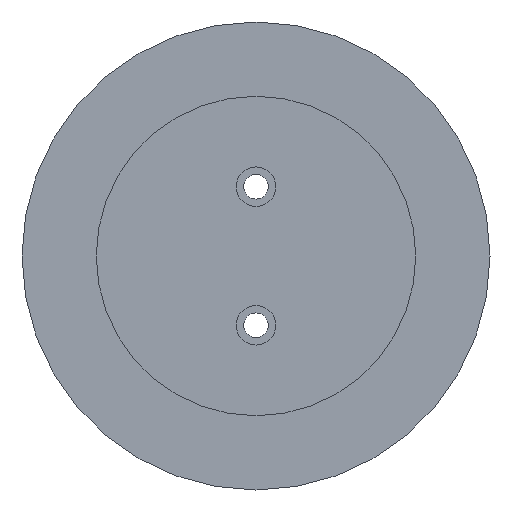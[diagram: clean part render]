
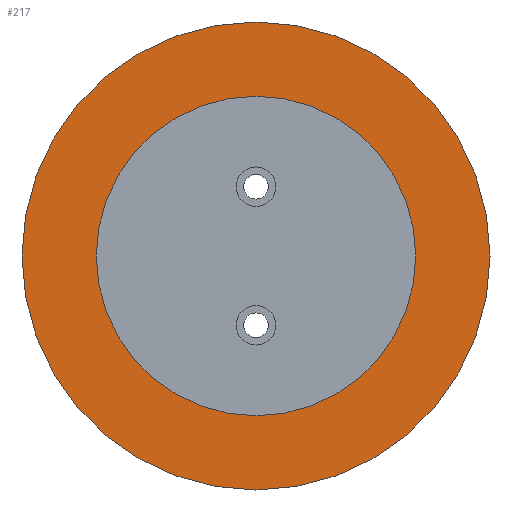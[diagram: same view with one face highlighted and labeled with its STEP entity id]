
A CAD part, front view. The second image highlights one B-rep face of the part: STEP entity #217.
In plain terms, the highlighted planar face has unit normal (0, -1, 0).
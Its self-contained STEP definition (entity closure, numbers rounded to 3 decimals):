
#38=FACE_BOUND('',#74,.T.);
#43=PLANE('',#311);
#55=FACE_OUTER_BOUND('',#73,.T.);
#73=EDGE_LOOP('',(#196,#197));
#74=EDGE_LOOP('',(#198,#199));
#99=CIRCLE('',#299,37.5);
#100=CIRCLE('',#300,37.5);
#105=CIRCLE('',#309,25.6);
#106=CIRCLE('',#310,25.6);
#117=VERTEX_POINT('',#428);
#118=VERTEX_POINT('',#430);
#123=VERTEX_POINT('',#446);
#124=VERTEX_POINT('',#448);
#140=EDGE_CURVE('',#117,#118,#99,.T.);
#141=EDGE_CURVE('',#118,#117,#100,.T.);
#148=EDGE_CURVE('',#124,#123,#105,.T.);
#149=EDGE_CURVE('',#123,#124,#106,.T.);
#196=ORIENTED_EDGE('',*,*,#141,.F.);
#197=ORIENTED_EDGE('',*,*,#140,.F.);
#198=ORIENTED_EDGE('',*,*,#148,.T.);
#199=ORIENTED_EDGE('',*,*,#149,.T.);
#217=ADVANCED_FACE('',(#55,#38),#43,.T.);
#299=AXIS2_PLACEMENT_3D('',#431,#360,#361);
#300=AXIS2_PLACEMENT_3D('',#432,#362,#363);
#309=AXIS2_PLACEMENT_3D('',#449,#382,#383);
#310=AXIS2_PLACEMENT_3D('',#450,#384,#385);
#311=AXIS2_PLACEMENT_3D('',#451,#386,#387);
#360=DIRECTION('center_axis',(0.,1.,0.));
#361=DIRECTION('ref_axis',(1.,0.,0.));
#362=DIRECTION('center_axis',(0.,1.,0.));
#363=DIRECTION('ref_axis',(1.,0.,0.));
#382=DIRECTION('center_axis',(0.,1.,0.));
#383=DIRECTION('ref_axis',(1.,0.,0.));
#384=DIRECTION('center_axis',(0.,1.,0.));
#385=DIRECTION('ref_axis',(1.,0.,0.));
#386=DIRECTION('center_axis',(0.,-1.,0.));
#387=DIRECTION('ref_axis',(0.,0.,-1.));
#428=CARTESIAN_POINT('',(37.5,0.,0.));
#430=CARTESIAN_POINT('',(-37.5,0.,0.));
#431=CARTESIAN_POINT('Origin',(0.,0.,0.));
#432=CARTESIAN_POINT('Origin',(0.,0.,0.));
#446=CARTESIAN_POINT('',(25.6,0.,0.));
#448=CARTESIAN_POINT('',(-25.6,0.,0.));
#449=CARTESIAN_POINT('Origin',(0.,0.,0.));
#450=CARTESIAN_POINT('Origin',(0.,0.,0.));
#451=CARTESIAN_POINT('Origin',(-37.5,0.,0.));
